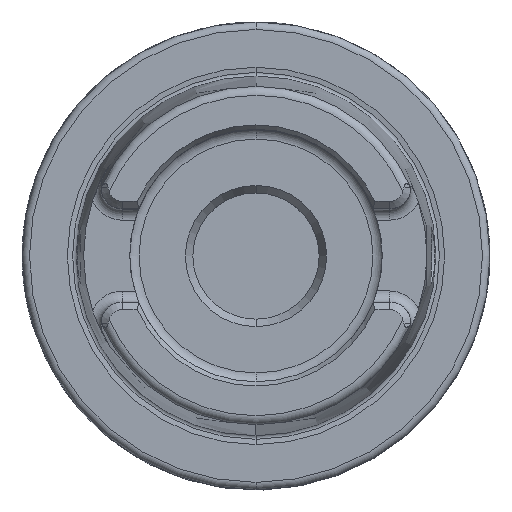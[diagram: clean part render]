
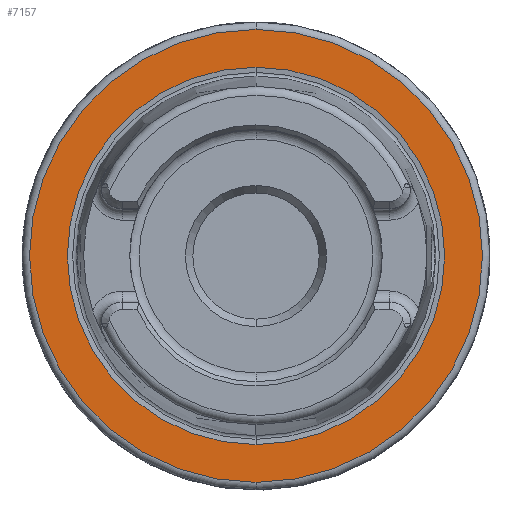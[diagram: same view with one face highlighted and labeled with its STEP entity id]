
A CAD part, top view. The second image highlights one B-rep face of the part: STEP entity #7157.
In plain terms, the highlighted planar face has unit normal (0, 0, 1).
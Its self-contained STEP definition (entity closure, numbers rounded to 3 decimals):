
#2347=CARTESIAN_POINT('',(0,0,26));
#2348=DIRECTION('',(0,0,1));
#2349=DIRECTION('',(0,1,0));
#2350=AXIS2_PLACEMENT_3D('',#2347,#2348,#2349);
#2352=CARTESIAN_POINT('',(0,0,26));
#2353=DIRECTION('',(0,0,1));
#2354=DIRECTION('',(0,-1,0));
#2355=AXIS2_PLACEMENT_3D('',#2352,#2353,#2354);
#2365=CARTESIAN_POINT('',(0,0,26));
#2366=DIRECTION('',(0,0,1));
#2367=DIRECTION('',(0,1,0));
#2368=AXIS2_PLACEMENT_3D('',#2365,#2366,#2367);
#2370=CARTESIAN_POINT('',(0,0,26));
#2371=DIRECTION('',(0,0,-1));
#2372=DIRECTION('',(0,1,0));
#2373=AXIS2_PLACEMENT_3D('',#2370,#2371,#2372);
#3940=CARTESIAN_POINT('',(0,25.409,26));
#3942=VERTEX_POINT('',#3940);
#3976=CARTESIAN_POINT('',(0,-25.409,26));
#3978=VERTEX_POINT('',#3976);
#4042=CARTESIAN_POINT('',(0,30.5,26));
#4043=CARTESIAN_POINT('',(0,-30.5,26));
#4044=VERTEX_POINT('',#4042);
#4045=VERTEX_POINT('',#4043);
#7141=CARTESIAN_POINT('',(0,0,26));
#7142=DIRECTION('',(0,0,-1));
#7143=DIRECTION('',(0,-1,0));
#7144=AXIS2_PLACEMENT_3D('',#7141,#7142,#7143);
#7145=PLANE('',#7144);
#7147=ORIENTED_EDGE('',*,*,#7146,.F.);
#7148=ORIENTED_EDGE('',*,*,#7131,.F.);
#7149=EDGE_LOOP('',(#7147,#7148));
#7150=FACE_OUTER_BOUND('',#7149,.F.);
#7152=ORIENTED_EDGE('',*,*,#7151,.T.);
#7154=ORIENTED_EDGE('',*,*,#7153,.F.);
#7155=EDGE_LOOP('',(#7152,#7154));
#7156=FACE_BOUND('',#7155,.F.);
#7157=ADVANCED_FACE('',(#7150,#7156),#7145,.F.);
#2351=CIRCLE('',#2350,30.5);
#2356=CIRCLE('',#2355,30.5);
#2369=CIRCLE('',#2368,25.409);
#2374=CIRCLE('',#2373,25.409);
#7131=EDGE_CURVE('',#4045,#4044,#2356,.T.);
#7146=EDGE_CURVE('',#4044,#4045,#2351,.T.);
#7151=EDGE_CURVE('',#3942,#3978,#2369,.T.);
#7153=EDGE_CURVE('',#3942,#3978,#2374,.T.);
